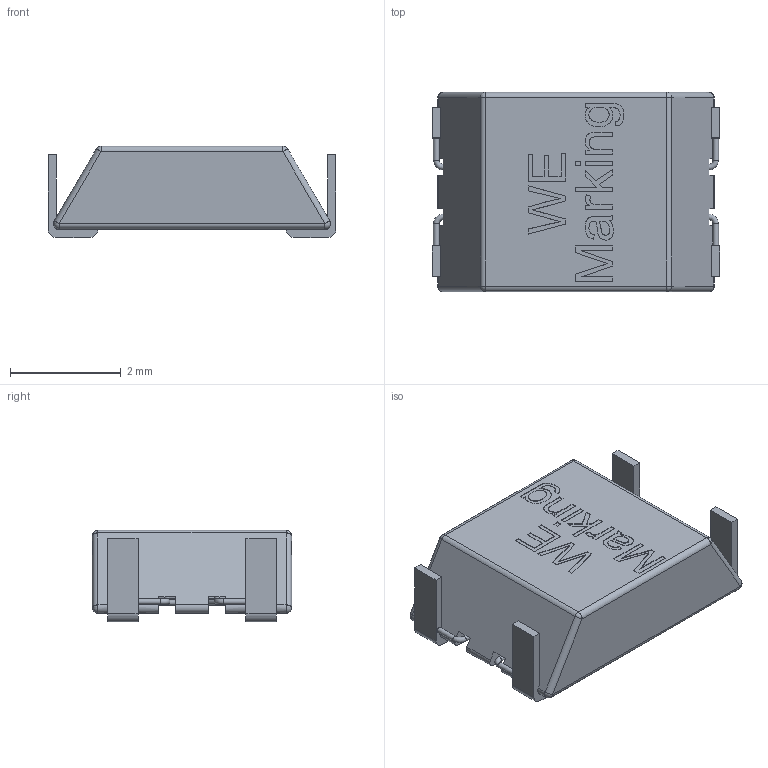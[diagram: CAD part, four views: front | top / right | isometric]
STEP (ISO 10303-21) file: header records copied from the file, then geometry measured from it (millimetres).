
FILE_DESCRIPTION(('FreeCAD Model'),'2;1');
FILE_NAME('Fusion.step','2017-08-11T11:07:36',( 'kicad StepUp'),('ksu MCAD'),'Open CASCADE STEP processor 6.8', 'FreeCAD','Unknown');
FILE_SCHEMA(('AUTOMOTIVE_DESIGN_CC2 { 1 2 10303 214 -1 1 5 4 }'));
Length unit declared in the file: millimetre
Products named in the file (2): ASSEMBLY; Fusion
Assembly tree (1 placements, depth 2):
  ASSEMBLY
    Fusion
Bounding box: 5.2 x 3.6 x 1.66 mm (x, y, z)
Volume: 18.6 mm3; surface area: 126.1 mm2
Topology: 2 solids, 2 shells, 446 faces, 1040 edges, 599 vertices
Faces by surface type: cylinder 155, plane 134, torus 68, bspline 58, extrusion 22, sphere 8, cone 1
Full cylindrical faces by diameter (mm): 0.1 x120, 1.4 x1, 2.6 x1, 3 x1
Entity records: 23953 total; most frequent: CARTESIAN_POINT 11591, ORIENTED_EDGE 2064, DIRECTION 1694, EDGE_CURVE 1032, AXIS2_PLACEMENT_3D 701, VERTEX_POINT 599, FACE_BOUND 469, EDGE_LOOP 469
